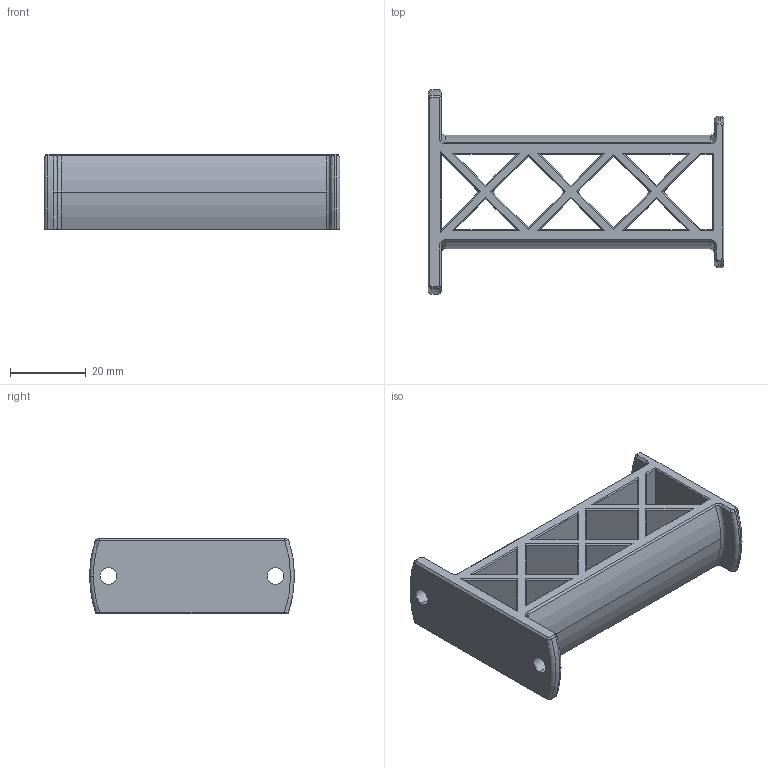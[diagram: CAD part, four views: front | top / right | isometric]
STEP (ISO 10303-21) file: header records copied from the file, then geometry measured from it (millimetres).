
FILE_DESCRIPTION (( 'STEP AP203' ), '1' );
FILE_NAME ('蹋殤NEW.STEP', '2021-09-03T11:43:49', ( '' ), ( '' ), 'SwSTEP 2.0', 'SolidWorks 2018', '' );
FILE_SCHEMA (( 'CONFIG_CONTROL_DESIGN' ));
Length unit declared in the file: millimetre
Products named in the file (1): 蹋殤NEW
Bounding box: 78 x 54 x 20 mm (x, y, z)
Volume: 26347.1 mm3; surface area: 16550.4 mm2
Topology: 1 solids, 1 shells, 184 faces, 429 edges, 247 vertices
Faces by surface type: plane 134, bspline 24, torus 15, cylinder 11
Entity records: 8890 total; most frequent: CARTESIAN_POINT 4871, ORIENTED_EDGE 858, DIRECTION 697, EDGE_CURVE 429, VECTOR 291, LINE 291, VERTEX_POINT 247, EDGE_LOOP 208
